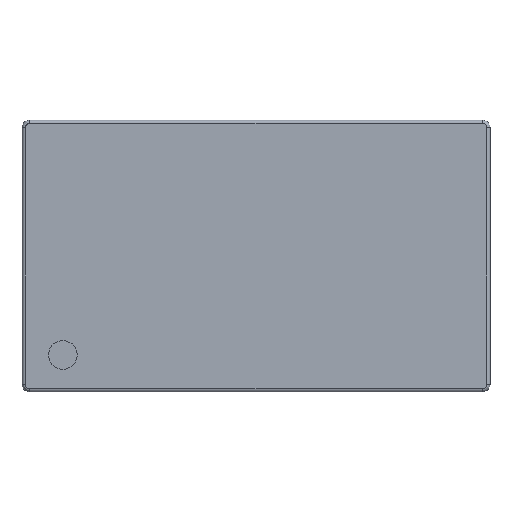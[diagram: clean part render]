
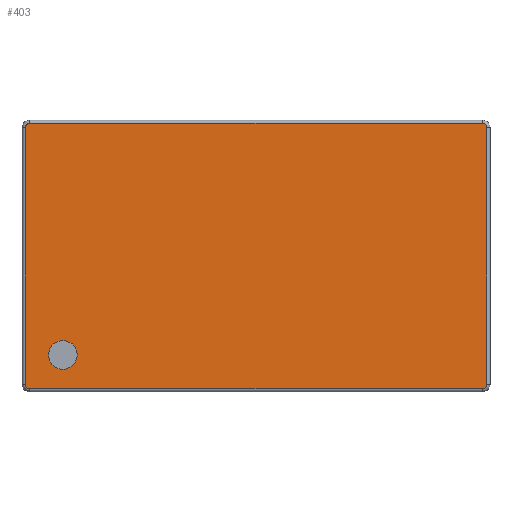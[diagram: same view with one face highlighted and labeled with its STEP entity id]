
A CAD part, top view. The second image highlights one B-rep face of the part: STEP entity #403.
In plain terms, the highlighted planar face has unit normal (0, 0, 1).
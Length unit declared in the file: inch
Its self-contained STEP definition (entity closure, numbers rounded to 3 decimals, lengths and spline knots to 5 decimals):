
#38 = VERTEX_POINT ( 'NONE', #2444 ) ;
#44 = AXIS2_PLACEMENT_3D ( 'NONE', #474, #255, #1618 ) ;
#157 = EDGE_CURVE ( 'NONE', #2329, #2064, #2194, .T. ) ;
#239 = ORIENTED_EDGE ( 'NONE', *, *, #597, .F. ) ;
#255 = DIRECTION ( 'NONE',  ( 0., 0., 1. ) ) ;
#318 = CARTESIAN_POINT ( 'NONE',  ( -0.05807, 0.03406, 0.00571 ) ) ;
#403 = ADVANCED_FACE ( 'NONE', ( #859 ), #422, .T. ) ;
#422 = PLANE ( 'NONE',  #44 ) ;
#434 = CARTESIAN_POINT ( 'NONE',  ( -0.05876, -0.03406, 0.00571 ) ) ;
#471 = EDGE_CURVE ( 'NONE', #1275, #478, #1734, .T. ) ;
#474 = CARTESIAN_POINT ( 'NONE',  ( 0., 0., 0.00571 ) ) ;
#478 = VERTEX_POINT ( 'NONE', #1129 ) ;
#570 = CARTESIAN_POINT ( 'NONE',  ( -0.05876, 0.03406, 0.00571 ) ) ;
#596 = CARTESIAN_POINT ( 'NONE',  ( -0.05807, 0.03406, 0.00571 ) ) ;
#597 = EDGE_CURVE ( 'NONE', #2329, #38, #1790, .T. ) ;
#664 = DIRECTION ( 'NONE',  ( -1., 0., 0. ) ) ;
#691 = CARTESIAN_POINT ( 'NONE',  ( -0.05925, -0.03287, 0.00571 ) ) ;
#734 = CARTESIAN_POINT ( 'NONE',  ( 0.05925, -0.03287, 0.00571 ) ) ;
#745 = ORIENTED_EDGE ( 'NONE', *, *, #1952, .F. ) ;
#790 = CARTESIAN_POINT ( 'NONE',  ( -0.05925, 0.03287, 0.00571 ) ) ;
#811 = EDGE_CURVE ( 'NONE', #2064, #1275, #904, .T. ) ;
#838 = VECTOR ( 'NONE', #2674, 39.37008 ) ;
#859 = FACE_OUTER_BOUND ( 'NONE', #2117, .T. ) ;
#869 = CARTESIAN_POINT ( 'NONE',  ( 0.03002, 0.03406, 0.00571 ) ) ;
#880 = CARTESIAN_POINT ( 'NONE',  ( 0.05924, -0.03355, 0.00571 ) ) ;
#904 = LINE ( 'NONE', #915, #838 ) ;
#915 = CARTESIAN_POINT ( 'NONE',  ( 0.05925, 0., 0.00571 ) ) ;
#917 = CARTESIAN_POINT ( 'NONE',  ( -0.05925, -0.03287, 0.00571 ) ) ;
#949 = CARTESIAN_POINT ( 'NONE',  ( -0.05925, 0.01742, 0.00571 ) ) ;
#953 = ORIENTED_EDGE ( 'NONE', *, *, #2146, .F. ) ;
#1040 = ORIENTED_EDGE ( 'NONE', *, *, #811, .T. ) ;
#1091 = CARTESIAN_POINT ( 'NONE',  ( 0.05807, -0.03406, 0.00571 ) ) ;
#1127 = CARTESIAN_POINT ( 'NONE',  ( 0.05925, 0.03287, 0.00571 ) ) ;
#1129 = CARTESIAN_POINT ( 'NONE',  ( 0.05807, 0.03406, 0.00571 ) ) ;
#1202 = VECTOR ( 'NONE', #1811, 39.37008 ) ;
#1252 = EDGE_CURVE ( 'NONE', #2686, #478, #1280, .T. ) ;
#1275 = VERTEX_POINT ( 'NONE', #1127 ) ;
#1280 = LINE ( 'NONE', #869, #1525 ) ;
#1318 = CARTESIAN_POINT ( 'NONE',  ( -0.05925, -0.03357, 0.00571 ) ) ;
#1343 = CARTESIAN_POINT ( 'NONE',  ( 0.05807, 0.03406, 0.00571 ) ) ;
#1388 = CARTESIAN_POINT ( 'NONE',  ( 0.05807, -0.03406, 0.00571 ) ) ;
#1525 = VECTOR ( 'NONE', #2422, 39.37008 ) ;
#1618 = DIRECTION ( 'NONE',  ( 1., 0., 0. ) ) ;
#1734 = B_SPLINE_CURVE_WITH_KNOTS ( 'NONE', 3,
 ( #1842, #2458, #2687, #1343 ),
 .UNSPECIFIED., .F., .F.,
 ( 4, 4 ),
 ( 0., 1. ),
 .UNSPECIFIED. ) ;
#1758 = EDGE_CURVE ( 'NONE', #2256, #2443, #2039, .T. ) ;
#1765 = CARTESIAN_POINT ( 'NONE',  ( -0.03002, -0.03406, 0.00571 ) ) ;
#1790 = LINE ( 'NONE', #1765, #2562 ) ;
#1811 = DIRECTION ( 'NONE',  ( 0., 1., 0. ) ) ;
#1842 = CARTESIAN_POINT ( 'NONE',  ( 0.05925, 0.03287, 0.00571 ) ) ;
#1847 =( BOUNDED_CURVE ( )  B_SPLINE_CURVE ( 3, ( #790, #2570, #570, #596 ),
 .UNSPECIFIED., .F., .F. ) 
 B_SPLINE_CURVE_WITH_KNOTS ( ( 4, 4 ),
 ( 0., 1. ),
 .UNSPECIFIED. ) 
 CURVE ( )  GEOMETRIC_REPRESENTATION_ITEM ( )  RATIONAL_B_SPLINE_CURVE ( ( 1., 0.805, 0.805, 1. ) ) 
 REPRESENTATION_ITEM ( '' )  );
#1952 = EDGE_CURVE ( 'NONE', #38, #2256, #2552, .T. ) ;
#1969 = CARTESIAN_POINT ( 'NONE',  ( 0.05872, -0.03404, 0.00571 ) ) ;
#1988 = CARTESIAN_POINT ( 'NONE',  ( 0.05925, -0.03287, 0.00571 ) ) ;
#2039 = LINE ( 'NONE', #949, #1202 ) ;
#2050 = ORIENTED_EDGE ( 'NONE', *, *, #1252, .F. ) ;
#2064 = VERTEX_POINT ( 'NONE', #734 ) ;
#2117 = EDGE_LOOP ( 'NONE', ( #2370, #2050, #953, #2735, #745, #239, #2711, #1040 ) ) ;
#2146 = EDGE_CURVE ( 'NONE', #2443, #2686, #1847, .T. ) ;
#2194 = B_SPLINE_CURVE_WITH_KNOTS ( 'NONE', 3,
 ( #1091, #1969, #880, #1988 ),
 .UNSPECIFIED., .F., .F.,
 ( 4, 4 ),
 ( 0., 1. ),
 .UNSPECIFIED. ) ;
#2256 = VERTEX_POINT ( 'NONE', #917 ) ;
#2329 = VERTEX_POINT ( 'NONE', #1388 ) ;
#2370 = ORIENTED_EDGE ( 'NONE', *, *, #471, .T. ) ;
#2422 = DIRECTION ( 'NONE',  ( 1., 0., 0. ) ) ;
#2432 = CARTESIAN_POINT ( 'NONE',  ( -0.05807, -0.03406, 0.00571 ) ) ;
#2442 = CARTESIAN_POINT ( 'NONE',  ( -0.05925, 0.03287, 0.00571 ) ) ;
#2443 = VERTEX_POINT ( 'NONE', #2442 ) ;
#2444 = CARTESIAN_POINT ( 'NONE',  ( -0.05807, -0.03406, 0.00571 ) ) ;
#2458 = CARTESIAN_POINT ( 'NONE',  ( 0.05924, 0.03352, 0.00571 ) ) ;
#2552 =( BOUNDED_CURVE ( )  B_SPLINE_CURVE ( 3, ( #2432, #434, #1318, #691 ),
 .UNSPECIFIED., .F., .F. ) 
 B_SPLINE_CURVE_WITH_KNOTS ( ( 4, 4 ),
 ( 0., 1. ),
 .UNSPECIFIED. ) 
 CURVE ( )  GEOMETRIC_REPRESENTATION_ITEM ( )  RATIONAL_B_SPLINE_CURVE ( ( 1., 0.805, 0.805, 1. ) ) 
 REPRESENTATION_ITEM ( '' )  );
#2562 = VECTOR ( 'NONE', #664, 39.37008 ) ;
#2570 = CARTESIAN_POINT ( 'NONE',  ( -0.05925, 0.03357, 0.00571 ) ) ;
#2674 = DIRECTION ( 'NONE',  ( 0., 1., 0. ) ) ;
#2686 = VERTEX_POINT ( 'NONE', #318 ) ;
#2687 = CARTESIAN_POINT ( 'NONE',  ( 0.05875, 0.03404, 0.00571 ) ) ;
#2711 = ORIENTED_EDGE ( 'NONE', *, *, #157, .T. ) ;
#2735 = ORIENTED_EDGE ( 'NONE', *, *, #1758, .F. ) ;
